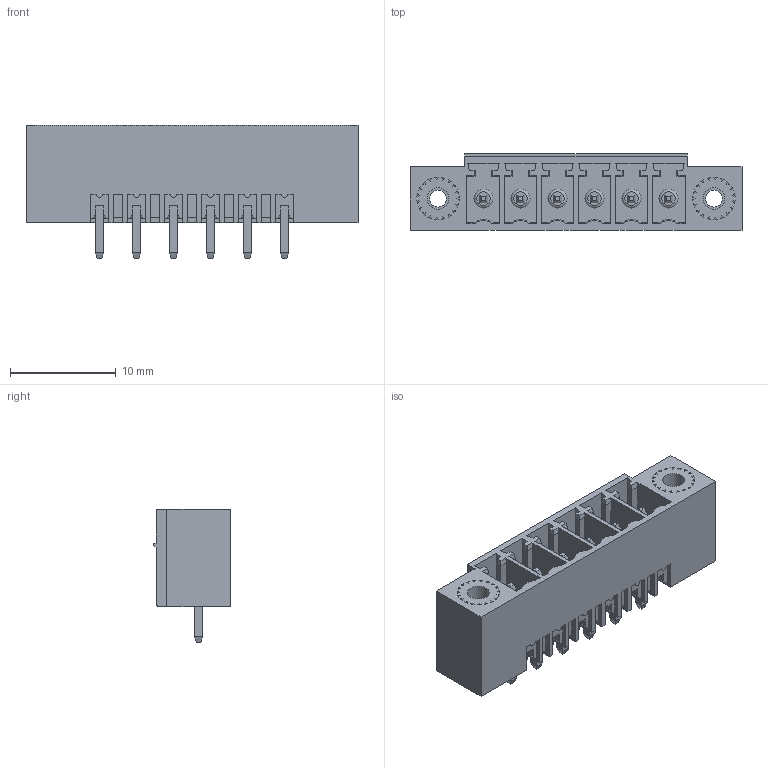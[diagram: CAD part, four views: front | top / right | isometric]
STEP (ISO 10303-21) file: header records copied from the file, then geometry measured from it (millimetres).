
FILE_DESCRIPTION(('STEP AP214'),'1');
FILE_NAME('PV06-3,5-V-K.stp','2018-11-29T12:03:50',(' '),(' '),'Spatial InterOp 3D',' ',' ');
FILE_SCHEMA(('AUTOMOTIVE_DESIGN { 1 0 10303 214 1 1 1 1 }'));
Length unit declared in the file: metre
Products named in the file (1): 1
Bounding box: 31.4 x 7.25 x 12.6 mm (x, y, z)
Volume: 1212.8 mm3; surface area: 2373 mm2
Topology: 1 solids, 1 shells, 569 faces, 1423 edges, 914 vertices
Faces by surface type: plane 496, cylinder 61, cone 6, torus 6
Full cylindrical faces by diameter (mm): 1.6 x2, 1.8 x6, 2.05 x2
Entity records: 21018 total; most frequent: CARTESIAN_POINT 2907, ORIENTED_EDGE 2794, DIRECTION 2659, EDGE_CURVE 1397, LINE 1251, VECTOR 1251, VERTEX_POINT 904, AXIS2_PLACEMENT_3D 704
